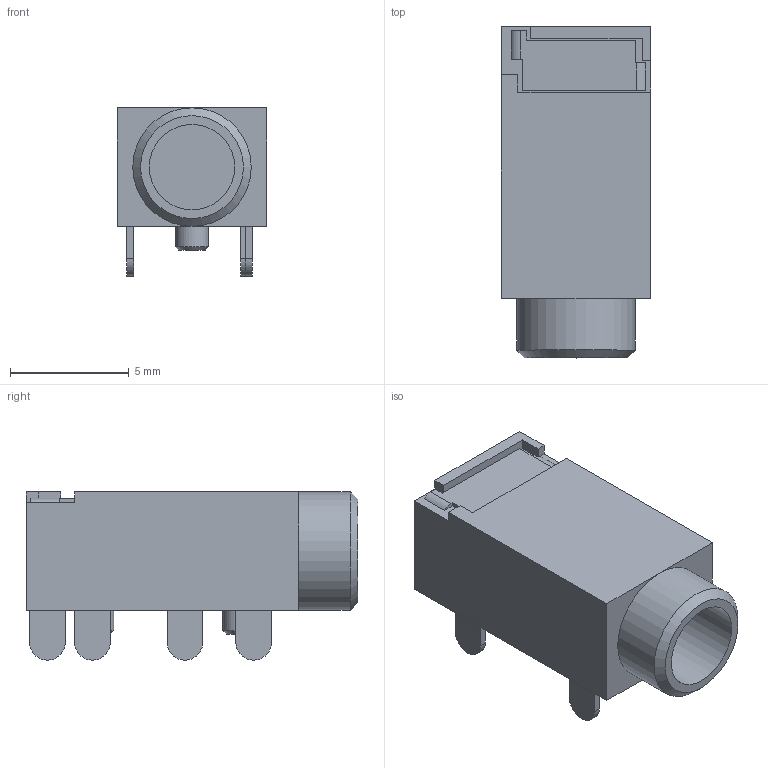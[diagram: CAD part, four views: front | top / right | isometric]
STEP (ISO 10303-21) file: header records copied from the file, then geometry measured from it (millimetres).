
FILE_DESCRIPTION(/* description */ ('Unknown'),/* implementation_level */ '2;1');
FILE_NAME(/* name */ 'ASJ-200-B-HT',/* time_stamp */ '2024-06-27T14:55:07+02:00',/* author */ ('Unknown'),/* organization */ ('Unknown'),/* preprocessor_version */ 'ST-DEVELOPER v18.102',/* originating_system */ 'Solid Edge',/* authorisation */ 'Unknown');
FILE_SCHEMA (('AUTOMOTIVE_DESIGN {1 0 10303 214 3 1 1}'));
Length unit declared in the file: millimetre
Products named in the file (1): ASJ-200-B-HT
Bounding box: 6.3 x 14 x 7.1 mm (x, y, z)
Volume: 317.3 mm3; surface area: 506.9 mm2
Topology: 1 solids, 1 shells, 66 faces, 164 edges, 108 vertices
Faces by surface type: plane 49, cylinder 14, cone 3
Full cylindrical faces by diameter (mm): 1.4 x2, 3.6 x1, 5 x1
Entity records: 2381 total; most frequent: CARTESIAN_POINT 328, DIRECTION 321, ORIENTED_EDGE 310, EDGE_CURVE 155, LINE 123, VECTOR 123, VERTEX_POINT 106, AXIS2_PLACEMENT_3D 99
